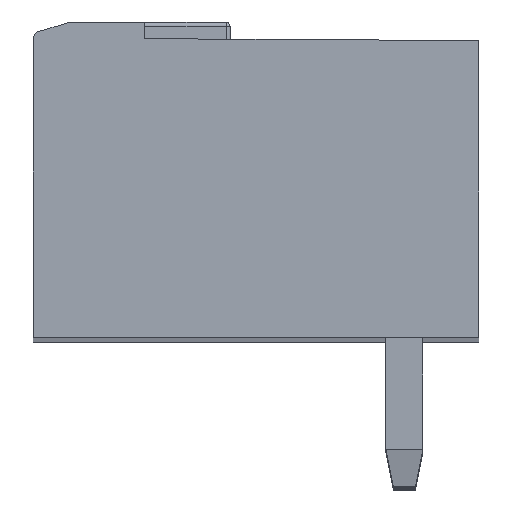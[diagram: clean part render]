
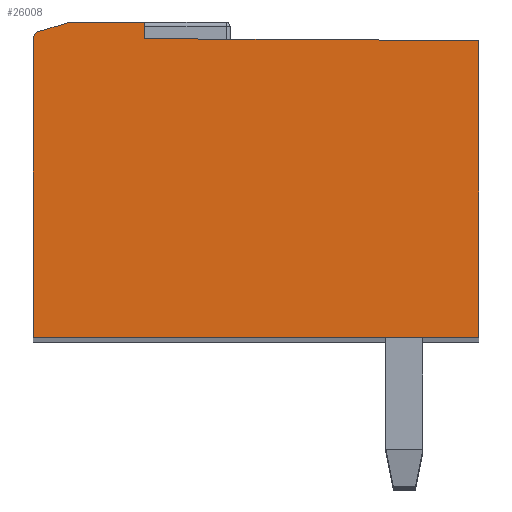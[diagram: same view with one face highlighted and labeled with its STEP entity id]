
A CAD part, top view. The second image highlights one B-rep face of the part: STEP entity #26008.
In plain terms, the highlighted planar face has unit normal (0, 0, 1).
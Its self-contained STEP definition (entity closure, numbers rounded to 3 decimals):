
#79 = DIRECTION ( 'NONE',  ( 1., -0.006, 0. ) ) ;
#215 = ORIENTED_EDGE ( 'NONE', *, *, #13092, .F. ) ;
#389 = CARTESIAN_POINT ( 'NONE',  ( 8.9, 8.051, 63.5 ) ) ;
#390 = DIRECTION ( 'NONE',  ( 0., 1., 0. ) ) ;
#1005 = ORIENTED_EDGE ( 'NONE', *, *, #22192, .T. ) ;
#1102 = VERTEX_POINT ( 'NONE', #22330 ) ;
#1161 = ORIENTED_EDGE ( 'NONE', *, *, #26163, .F. ) ;
#2614 = VERTEX_POINT ( 'NONE', #389 ) ;
#2740 = LINE ( 'NONE', #25330, #10725 ) ;
#3265 = EDGE_CURVE ( 'NONE', #20119, #17611, #14858, .T. ) ;
#3478 = LINE ( 'NONE', #24567, #10275 ) ;
#3907 = CARTESIAN_POINT ( 'NONE',  ( 11.9, 8.05, 63.5 ) ) ;
#3989 = ORIENTED_EDGE ( 'NONE', *, *, #6354, .F. ) ;
#4080 = CARTESIAN_POINT ( 'NONE',  ( 11.9, 8.05, 63.5 ) ) ;
#4111 = AXIS2_PLACEMENT_3D ( 'NONE', #14919, #25033, #10606 ) ;
#4253 = FACE_OUTER_BOUND ( 'NONE', #17531, .T. ) ;
#4803 = CARTESIAN_POINT ( 'NONE',  ( 9.1, 8.5, 63.5 ) ) ;
#5535 = AXIS2_PLACEMENT_3D ( 'NONE', #10766, #25318, #25060 ) ;
#6052 = VECTOR ( 'NONE', #390, 1000. ) ;
#6096 = EDGE_CURVE ( 'NONE', #1102, #20119, #12660, .T. ) ;
#6354 = EDGE_CURVE ( 'NONE', #9764, #2614, #12157, .T. ) ;
#7059 = CARTESIAN_POINT ( 'NONE',  ( 9.9, 8.5, 63.5 ) ) ;
#7322 = EDGE_CURVE ( 'NONE', #25114, #1102, #23424, .T. ) ;
#7717 = CARTESIAN_POINT ( 'NONE',  ( 9.043, 8.243, 63.5 ) ) ;
#8585 = PLANE ( 'NONE',  #5535 ) ;
#8895 = VERTEX_POINT ( 'NONE', #7717 ) ;
#9764 = VERTEX_POINT ( 'NONE', #15380 ) ;
#10180 = DIRECTION ( 'NONE',  ( 0., -1., 0. ) ) ;
#10275 = VECTOR ( 'NONE', #21980, 1000. ) ;
#10284 = CARTESIAN_POINT ( 'NONE',  ( 11.9, 8.05, 63.5 ) ) ;
#10606 = DIRECTION ( 'NONE',  ( -1., 0., 0. ) ) ;
#10725 = VECTOR ( 'NONE', #23832, 1000. ) ;
#10766 = CARTESIAN_POINT ( 'NONE',  ( 9.1, 8.036, 63.5 ) ) ;
#12157 = LINE ( 'NONE', #14238, #6052 ) ;
#12660 = LINE ( 'NONE', #4080, #13448 ) ;
#13092 = EDGE_CURVE ( 'NONE', #8895, #25114, #2740, .T. ) ;
#13448 = VECTOR ( 'NONE', #10180, 1000. ) ;
#13627 = EDGE_CURVE ( 'NONE', #21373, #9764, #3478, .T. ) ;
#13967 = VECTOR ( 'NONE', #21929, 1000. ) ;
#14238 = CARTESIAN_POINT ( 'NONE',  ( 8.9, 8.036, 63.5 ) ) ;
#14740 = VECTOR ( 'NONE', #19552, 1000. ) ;
#14746 = ORIENTED_EDGE ( 'NONE', *, *, #7322, .F. ) ;
#14858 = LINE ( 'NONE', #10284, #18586 ) ;
#14919 = CARTESIAN_POINT ( 'NONE',  ( 9.1, 8.051, 63.5 ) ) ;
#15380 = CARTESIAN_POINT ( 'NONE',  ( 8.9, 0., 63.5 ) ) ;
#16115 = CARTESIAN_POINT ( 'NONE',  ( 20.9, 0., 63.5 ) ) ;
#17531 = EDGE_LOOP ( 'NONE', ( #25196, #26344, #14746, #215, #1005, #3989, #22023, #1161 ) ) ;
#17611 = VERTEX_POINT ( 'NONE', #17767 ) ;
#17767 = CARTESIAN_POINT ( 'NONE',  ( 20.9, 8., 63.5 ) ) ;
#17786 = CARTESIAN_POINT ( 'NONE',  ( 20.9, 8.036, 63.5 ) ) ;
#18586 = VECTOR ( 'NONE', #79, 1000. ) ;
#19552 = DIRECTION ( 'NONE',  ( 0., -1., 0. ) ) ;
#19819 = CIRCLE ( 'NONE', #4111, 0.2 ) ;
#20119 = VERTEX_POINT ( 'NONE', #3907 ) ;
#21373 = VERTEX_POINT ( 'NONE', #16115 ) ;
#21929 = DIRECTION ( 'NONE',  ( 1., 0., 0. ) ) ;
#21980 = DIRECTION ( 'NONE',  ( -1., 0., 0. ) ) ;
#22023 = ORIENTED_EDGE ( 'NONE', *, *, #13627, .F. ) ;
#22192 = EDGE_CURVE ( 'NONE', #8895, #2614, #19819, .T. ) ;
#22330 = CARTESIAN_POINT ( 'NONE',  ( 11.9, 8.5, 63.5 ) ) ;
#23424 = LINE ( 'NONE', #4803, #13967 ) ;
#23832 = DIRECTION ( 'NONE',  ( 0.958, 0.287, 0. ) ) ;
#23953 = LINE ( 'NONE', #17786, #14740 ) ;
#24567 = CARTESIAN_POINT ( 'NONE',  ( 8.9, 0., 63.5 ) ) ;
#25033 = DIRECTION ( 'NONE',  ( 0., 0., 1. ) ) ;
#25060 = DIRECTION ( 'NONE',  ( -1., 0., 0. ) ) ;
#25114 = VERTEX_POINT ( 'NONE', #7059 ) ;
#25196 = ORIENTED_EDGE ( 'NONE', *, *, #3265, .F. ) ;
#25318 = DIRECTION ( 'NONE',  ( 0., 0., 1. ) ) ;
#25330 = CARTESIAN_POINT ( 'NONE',  ( 8.9, 8.2, 63.5 ) ) ;
#26008 = ADVANCED_FACE ( 'NONE', ( #4253 ), #8585, .T. ) ;
#26163 = EDGE_CURVE ( 'NONE', #17611, #21373, #23953, .T. ) ;
#26344 = ORIENTED_EDGE ( 'NONE', *, *, #6096, .F. ) ;
